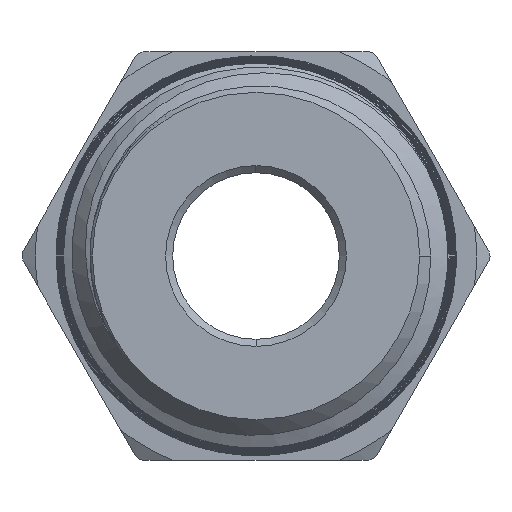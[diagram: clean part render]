
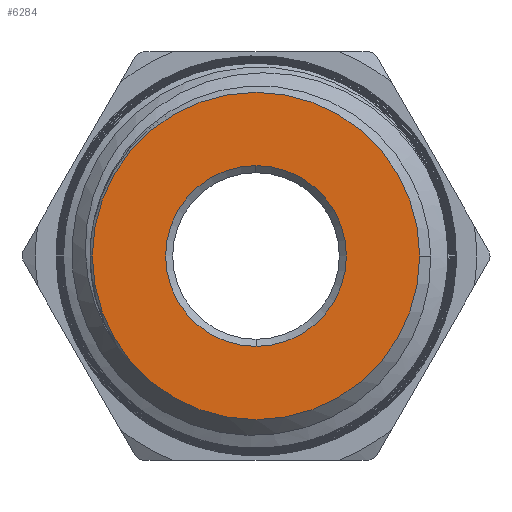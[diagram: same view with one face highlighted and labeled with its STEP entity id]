
A CAD part, left-side view. The second image highlights one B-rep face of the part: STEP entity #6284.
In plain terms, the highlighted planar face has unit normal (-1, 0, 0).
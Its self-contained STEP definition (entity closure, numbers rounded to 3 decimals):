
#2014=CARTESIAN_POINT('',(-18.05,0.,0.));
#2015=DIRECTION('',(-1.,0.,0.));
#2016=DIRECTION('',(0.,1.,0.));
#2017=AXIS2_PLACEMENT_3D('',#2014,#2015,#2016);
#2019=CARTESIAN_POINT('',(-18.05,0.,0.));
#2020=DIRECTION('',(-1.,0.,0.));
#2021=DIRECTION('',(0.,-1.,0.));
#2022=AXIS2_PLACEMENT_3D('',#2019,#2020,#2021);
#2024=CARTESIAN_POINT('',(-18.05,0.,0.));
#2025=DIRECTION('',(1.,0.,0.));
#2026=DIRECTION('',(0.,0.,-1.));
#2027=AXIS2_PLACEMENT_3D('',#2024,#2025,#2026);
#2029=CARTESIAN_POINT('',(-18.05,0.,0.));
#2030=DIRECTION('',(1.,0.,0.));
#2031=DIRECTION('',(0.,0.,1.));
#2032=AXIS2_PLACEMENT_3D('',#2029,#2030,#2031);
#4047=CARTESIAN_POINT('',(-18.05,0.,-3.85));
#4048=CARTESIAN_POINT('',(-18.05,0.,3.85));
#4049=VERTEX_POINT('',#4047);
#4050=VERTEX_POINT('',#4048);
#4063=CARTESIAN_POINT('',(-18.05,6.973,0.));
#4064=CARTESIAN_POINT('',(-18.05,-6.973,0.));
#4065=VERTEX_POINT('',#4063);
#4066=VERTEX_POINT('',#4064);
#6268=CARTESIAN_POINT('',(-18.05,0.,0.));
#6269=DIRECTION('',(-1.,0.,0.));
#6270=DIRECTION('',(0.,1.,0.));
#6271=AXIS2_PLACEMENT_3D('',#6268,#6269,#6270);
#6272=PLANE('',#6271);
#6274=ORIENTED_EDGE('',*,*,#6273,.F.);
#6276=ORIENTED_EDGE('',*,*,#6275,.F.);
#6277=EDGE_LOOP('',(#6274,#6276));
#6278=FACE_OUTER_BOUND('',#6277,.F.);
#6280=ORIENTED_EDGE('',*,*,#6279,.F.);
#6281=ORIENTED_EDGE('',*,*,#6258,.F.);
#6282=EDGE_LOOP('',(#6280,#6281));
#6283=FACE_BOUND('',#6282,.F.);
#2018=CIRCLE('',#2017,6.973);
#2023=CIRCLE('',#2022,6.973);
#2028=CIRCLE('',#2027,3.85);
#2033=CIRCLE('',#2032,3.85);
#6258=EDGE_CURVE('',#4050,#4049,#2033,.T.);
#6273=EDGE_CURVE('',#4065,#4066,#2018,.T.);
#6275=EDGE_CURVE('',#4066,#4065,#2023,.T.);
#6279=EDGE_CURVE('',#4049,#4050,#2028,.T.);
#6284=ADVANCED_FACE('',(#6278,#6283),#6272,.T.);
